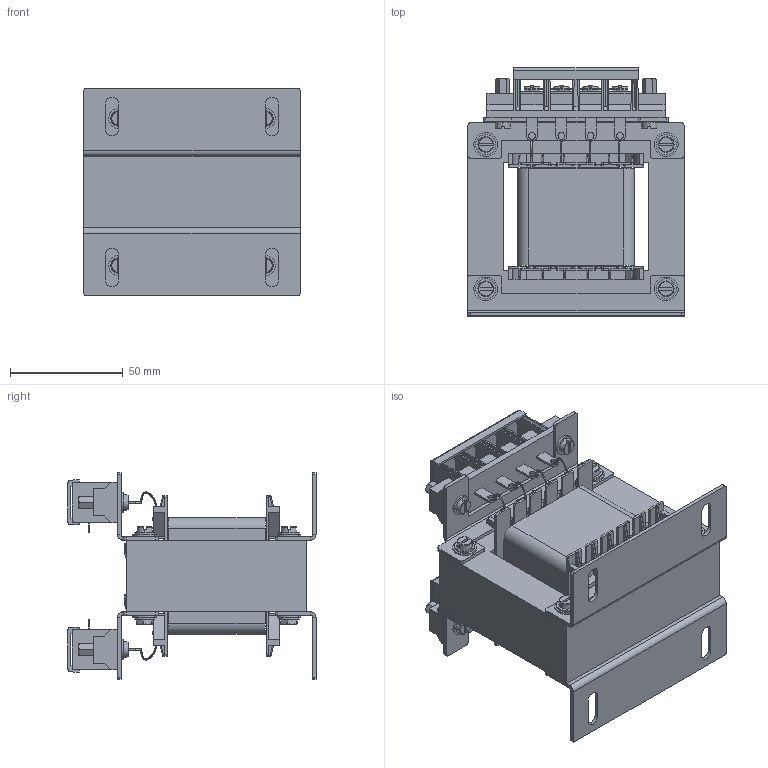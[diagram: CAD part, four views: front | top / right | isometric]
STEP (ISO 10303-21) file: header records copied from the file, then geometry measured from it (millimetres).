
FILE_DESCRIPTION (( 'STEP AP214' ), '1' );
FILE_NAME ('9102.STEP', '2025-04-02T10:20:03', ( '' ), ( '' ), 'SwSTEP 2.0', 'SolidWorks 2022', '' );
FILE_SCHEMA (( 'AUTOMOTIVE_DESIGN' ));
Length unit declared in the file: millimetre
Products named in the file (1): 9102
Bounding box: 96 x 110 x 91.75 mm (x, y, z)
Volume: 324097.7 mm3; surface area: 143753 mm2
Topology: 67 solids, 67 shells, 3134 faces, 7892 edges, 4910 vertices
Faces by surface type: plane 1814, cylinder 784, bspline 256, torus 152, cone 128
Entity records: 141548 total; most frequent: CARTESIAN_POINT 33539, ORIENTED_EDGE 15720, DIRECTION 14002, EDGE_CURVE 7860, VERTEX_POINT 4910, LINE 4900, VECTOR 4900, AXIS2_PLACEMENT_3D 4551
